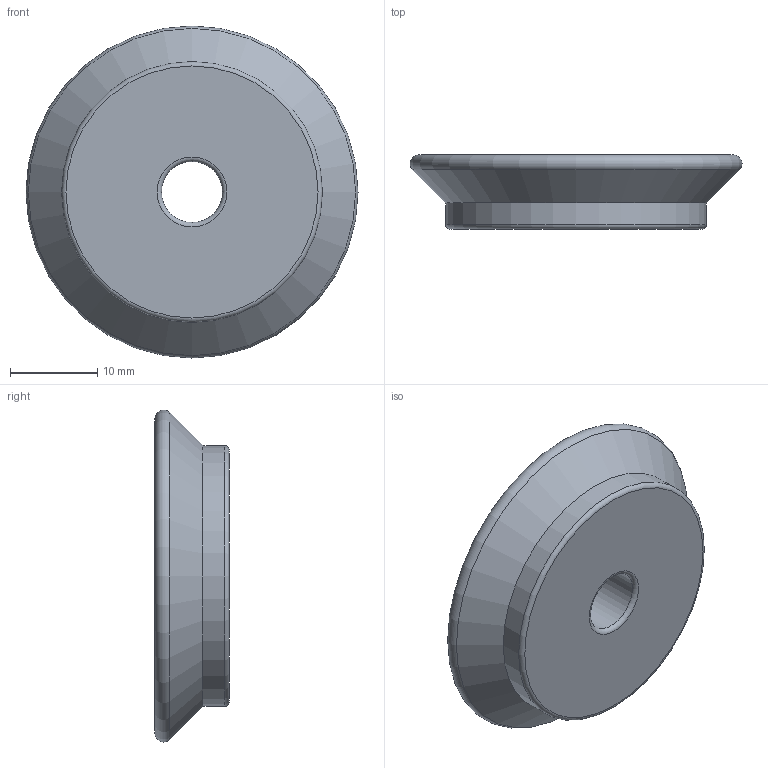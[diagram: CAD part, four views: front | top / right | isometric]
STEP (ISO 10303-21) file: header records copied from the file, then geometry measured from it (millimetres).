
FILE_DESCRIPTION(/* description */ (''),/* implementation_level */ '2;1');
FILE_NAME(/* name */ 'Verbinder_006.stp',/* time_stamp */ '2025-04-30T09:49:45+02:00',/* author */ ('clehmann'),/* organization */ (''),/* preprocessor_version */ 'ST-DEVELOPER v20',/* originating_system */ 'Autodesk Inventor 2025',/* authorisation */ '');
FILE_SCHEMA (('AUTOMOTIVE_DESIGN { 1 0 10303 214 3 1 1 }'));
Length unit declared in the file: millimetre
Products named in the file (1): Verbinder_006_Kabel
Bounding box: 38.07 x 8.5 x 38.07 mm (x, y, z)
Volume: 6702.7 mm3; surface area: 3157.6 mm2
Topology: 1 solids, 1 shells, 15 faces, 31 edges, 20 vertices
Faces by surface type: torus 5, cylinder 4, plane 4, cone 2
Full cylindrical faces by diameter (mm): 7 x1, 26.5 x1, 29.9 x1, 30.2 x1
Entity records: 461 total; most frequent: DIRECTION 88, CARTESIAN_POINT 67, ORIENTED_EDGE 62, AXIS2_PLACEMENT_3D 41, EDGE_CURVE 31, CIRCLE 25, VERTEX_POINT 20, EDGE_LOOP 19
